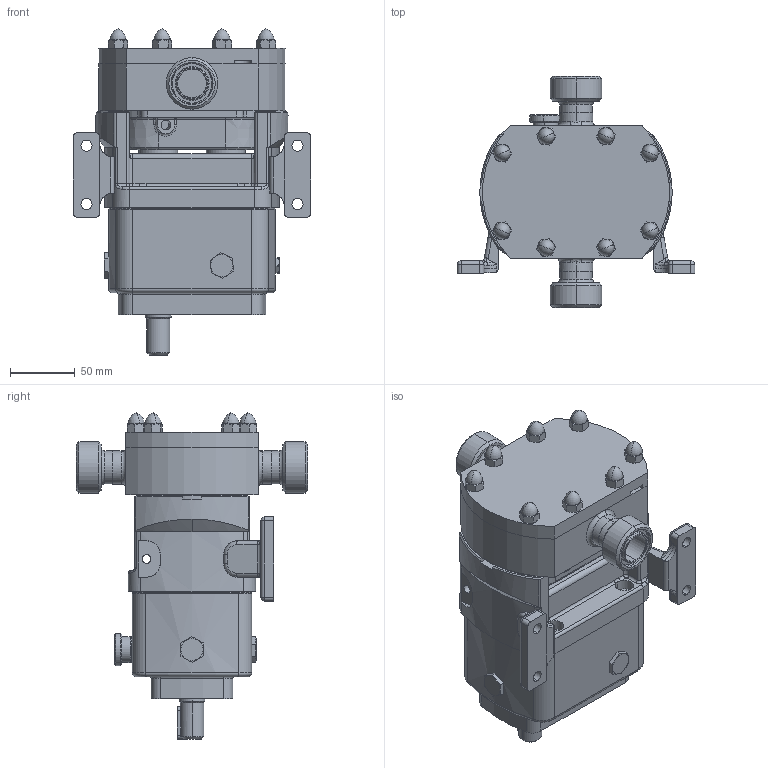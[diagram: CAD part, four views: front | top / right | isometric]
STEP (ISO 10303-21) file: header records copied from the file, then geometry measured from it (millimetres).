
FILE_DESCRIPTION (( 'STEP AP214' ), '1' );
FILE_NAME ('GA4044.STEP', '2024-11-07T16:34:16', ( '' ), ( '' ), 'SwSTEP 2.0', 'SolidWorks 2023', '' );
FILE_SCHEMA (( 'AUTOMOTIVE_DESIGN' ));
Length unit declared in the file: millimetre
Products named in the file (3): Copy of CP10-0005-12 V L^GA4044; GA4044; Copy of Z94-5101-11 - 1 INCH SMS681^GA4044
Assembly tree (3 placements, depth 2):
  GA4044
    Copy of CP10-0005-12 V L^GA4044
    Copy of Z94-5101-11 - 1 INCH SMS681^GA4044  x2
Bounding box: 183.1 x 178.15 x 251.35 mm (x, y, z)
Volume: 2273246.1 mm3; surface area: 176862.1 mm2
Topology: 3 solids, 3 shells, 797 faces, 1940 edges, 1151 vertices
Faces by surface type: plane 252, cylinder 224, cone 171, torus 82, bspline 56, sphere 12
Entity records: 30747 total; most frequent: CARTESIAN_POINT 13245, ORIENTED_EDGE 3698, DIRECTION 3626, EDGE_CURVE 1849, AXIS2_PLACEMENT_3D 1467, VERTEX_POINT 1115, EDGE_LOOP 818, ADVANCED_FACE 766
